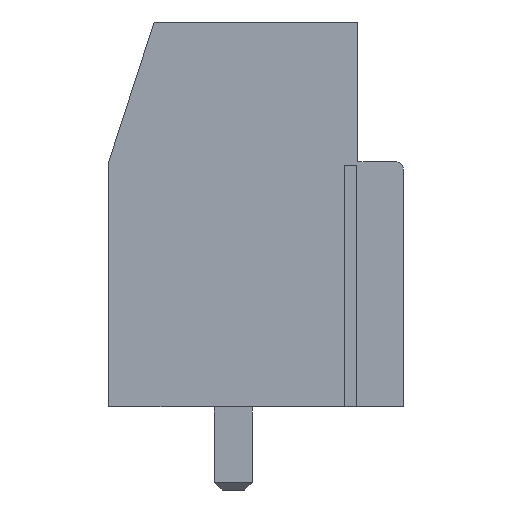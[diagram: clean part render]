
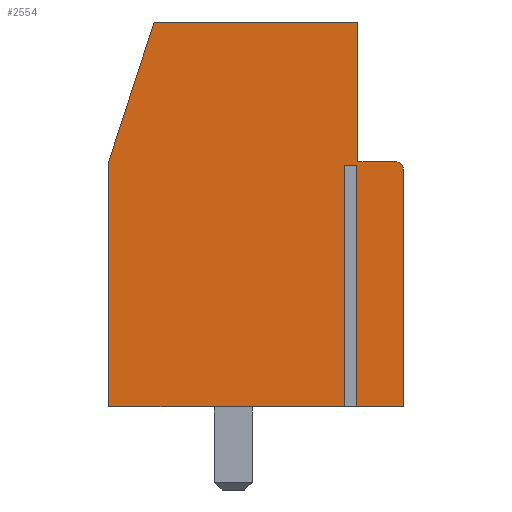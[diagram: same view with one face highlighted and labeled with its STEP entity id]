
A CAD part, front view. The second image highlights one B-rep face of the part: STEP entity #2554.
In plain terms, the highlighted planar face has unit normal (0, -1, 0).
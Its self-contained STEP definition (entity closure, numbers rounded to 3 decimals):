
#29 = LINE ( 'NONE', #3385, #3504 ) ;
#71 = VECTOR ( 'NONE', #1509, 1000. ) ;
#116 = VERTEX_POINT ( 'NONE', #2588 ) ;
#196 = CARTESIAN_POINT ( 'NONE',  ( -0.2, 0., 6.5 ) ) ;
#220 = EDGE_CURVE ( 'NONE', #905, #3310, #1868, .T. ) ;
#229 = LINE ( 'NONE', #420, #1131 ) ;
#254 = ORIENTED_EDGE ( 'NONE', *, *, #2260, .F. ) ;
#295 = ORIENTED_EDGE ( 'NONE', *, *, #1593, .F. ) ;
#309 = LINE ( 'NONE', #1642, #1998 ) ;
#327 = LINE ( 'NONE', #1940, #3817 ) ;
#391 = VERTEX_POINT ( 'NONE', #1055 ) ;
#420 = CARTESIAN_POINT ( 'NONE',  ( -1.55, 0., 4.816 ) ) ;
#436 = DIRECTION ( 'NONE',  ( 0., 0., 1. ) ) ;
#442 = LINE ( 'NONE', #912, #3919 ) ;
#492 = LINE ( 'NONE', #3068, #1401 ) ;
#514 = EDGE_CURVE ( 'NONE', #4321, #3598, #229, .T. ) ;
#574 = CARTESIAN_POINT ( 'NONE',  ( 0., 0., 6.3 ) ) ;
#614 = DIRECTION ( 'NONE',  ( 0., -1., 0. ) ) ;
#688 = EDGE_CURVE ( 'NONE', #3310, #1077, #3546, .T. ) ;
#805 = LINE ( 'NONE', #4019, #2595 ) ;
#843 = AXIS2_PLACEMENT_3D ( 'NONE', #2625, #614, #2957 ) ;
#905 = VERTEX_POINT ( 'NONE', #1647 ) ;
#912 = CARTESIAN_POINT ( 'NONE',  ( 0., 0., 6.5 ) ) ;
#949 = CARTESIAN_POINT ( 'NONE',  ( 0., 0., 0. ) ) ;
#965 = EDGE_CURVE ( 'NONE', #3598, #391, #805, .T. ) ;
#972 = VECTOR ( 'NONE', #2331, 1000. ) ;
#1027 = ORIENTED_EDGE ( 'NONE', *, *, #2326, .T. ) ;
#1055 = CARTESIAN_POINT ( 'NONE',  ( -1.25, 0., 6.4 ) ) ;
#1056 = EDGE_CURVE ( 'NONE', #2342, #905, #309, .T. ) ;
#1077 = VERTEX_POINT ( 'NONE', #2222 ) ;
#1094 = VERTEX_POINT ( 'NONE', #196 ) ;
#1131 = VECTOR ( 'NONE', #436, 1000. ) ;
#1257 = VERTEX_POINT ( 'NONE', #949 ) ;
#1364 = DIRECTION ( 'NONE',  ( 0., 0., -1. ) ) ;
#1366 = EDGE_CURVE ( 'NONE', #1077, #2776, #1571, .T. ) ;
#1378 = DIRECTION ( 'NONE',  ( 1., 0., 0. ) ) ;
#1401 = VECTOR ( 'NONE', #1407, 1000. ) ;
#1407 = DIRECTION ( 'NONE',  ( -1., 0., 0. ) ) ;
#1432 = EDGE_CURVE ( 'NONE', #1788, #1094, #1737, .T. ) ;
#1457 = FACE_OUTER_BOUND ( 'NONE', #1967, .T. ) ;
#1509 = DIRECTION ( 'NONE',  ( 1., 0., 0. ) ) ;
#1533 = CARTESIAN_POINT ( 'NONE',  ( 0., 0., 0. ) ) ;
#1571 = LINE ( 'NONE', #3373, #3354 ) ;
#1593 = EDGE_CURVE ( 'NONE', #2776, #1094, #29, .T. ) ;
#1642 = CARTESIAN_POINT ( 'NONE',  ( -7.8, 0., 0. ) ) ;
#1647 = CARTESIAN_POINT ( 'NONE',  ( -7.8, 0., 6.5 ) ) ;
#1737 = CIRCLE ( 'NONE', #843, 0.2 ) ;
#1788 = VERTEX_POINT ( 'NONE', #574 ) ;
#1836 = ORIENTED_EDGE ( 'NONE', *, *, #2729, .F. ) ;
#1868 = LINE ( 'NONE', #1988, #972 ) ;
#1876 = DIRECTION ( 'NONE',  ( -1., 0., 0. ) ) ;
#1928 = DIRECTION ( 'NONE',  ( 0., 0., -1. ) ) ;
#1940 = CARTESIAN_POINT ( 'NONE',  ( -1.25, 0., 4.816 ) ) ;
#1967 = EDGE_LOOP ( 'NONE', ( #3146, #4064, #1027, #1836, #254, #3180, #295, #4352, #3451, #3922, #3468, #2815 ) ) ;
#1988 = CARTESIAN_POINT ( 'NONE',  ( -7.8, 0., 6.5 ) ) ;
#1998 = VECTOR ( 'NONE', #4000, 1000. ) ;
#2014 = CARTESIAN_POINT ( 'NONE',  ( -3.868, 0., 4.816 ) ) ;
#2222 = CARTESIAN_POINT ( 'NONE',  ( -1.2, 0., 10.2 ) ) ;
#2260 = EDGE_CURVE ( 'NONE', #1788, #1257, #442, .T. ) ;
#2271 = DIRECTION ( 'NONE',  ( 0., 0., -1. ) ) ;
#2326 = EDGE_CURVE ( 'NONE', #391, #116, #327, .T. ) ;
#2331 = DIRECTION ( 'NONE',  ( 0.309, 0., 0.951 ) ) ;
#2342 = VERTEX_POINT ( 'NONE', #4277 ) ;
#2365 = DIRECTION ( 'NONE',  ( 0., 0., -1. ) ) ;
#2554 = ADVANCED_FACE ( 'NONE', ( #1457 ), #4024, .T. ) ;
#2588 = CARTESIAN_POINT ( 'NONE',  ( -1.25, 0., 0. ) ) ;
#2595 = VECTOR ( 'NONE', #4341, 1000. ) ;
#2625 = CARTESIAN_POINT ( 'NONE',  ( -0.2, 0., 6.3 ) ) ;
#2696 = LINE ( 'NONE', #1533, #3479 ) ;
#2729 = EDGE_CURVE ( 'NONE', #1257, #116, #492, .T. ) ;
#2776 = VERTEX_POINT ( 'NONE', #3123 ) ;
#2815 = ORIENTED_EDGE ( 'NONE', *, *, #4158, .F. ) ;
#2957 = DIRECTION ( 'NONE',  ( 0., 0., 1. ) ) ;
#3068 = CARTESIAN_POINT ( 'NONE',  ( 0., 0., 0. ) ) ;
#3123 = CARTESIAN_POINT ( 'NONE',  ( -1.2, 0., 6.5 ) ) ;
#3146 = ORIENTED_EDGE ( 'NONE', *, *, #514, .T. ) ;
#3151 = CARTESIAN_POINT ( 'NONE',  ( -1.55, 0., 6.4 ) ) ;
#3180 = ORIENTED_EDGE ( 'NONE', *, *, #1432, .T. ) ;
#3310 = VERTEX_POINT ( 'NONE', #3623 ) ;
#3354 = VECTOR ( 'NONE', #1364, 1000. ) ;
#3373 = CARTESIAN_POINT ( 'NONE',  ( -1.2, 0., 10.2 ) ) ;
#3385 = CARTESIAN_POINT ( 'NONE',  ( -1.2, 0., 6.5 ) ) ;
#3451 = ORIENTED_EDGE ( 'NONE', *, *, #688, .F. ) ;
#3468 = ORIENTED_EDGE ( 'NONE', *, *, #1056, .F. ) ;
#3479 = VECTOR ( 'NONE', #1876, 1000. ) ;
#3504 = VECTOR ( 'NONE', #1378, 1000. ) ;
#3546 = LINE ( 'NONE', #3855, #71 ) ;
#3598 = VERTEX_POINT ( 'NONE', #3151 ) ;
#3623 = CARTESIAN_POINT ( 'NONE',  ( -6.6, 0., 10.2 ) ) ;
#3756 = AXIS2_PLACEMENT_3D ( 'NONE', #2014, #4361, #2365 ) ;
#3817 = VECTOR ( 'NONE', #2271, 1000. ) ;
#3855 = CARTESIAN_POINT ( 'NONE',  ( -6.6, 0., 10.2 ) ) ;
#3919 = VECTOR ( 'NONE', #1928, 1000. ) ;
#3922 = ORIENTED_EDGE ( 'NONE', *, *, #220, .F. ) ;
#4000 = DIRECTION ( 'NONE',  ( 0., 0., 1. ) ) ;
#4019 = CARTESIAN_POINT ( 'NONE',  ( -3.868, 0., 6.4 ) ) ;
#4024 = PLANE ( 'NONE',  #3756 ) ;
#4064 = ORIENTED_EDGE ( 'NONE', *, *, #965, .T. ) ;
#4158 = EDGE_CURVE ( 'NONE', #4321, #2342, #2696, .T. ) ;
#4277 = CARTESIAN_POINT ( 'NONE',  ( -7.8, 0., 0. ) ) ;
#4285 = CARTESIAN_POINT ( 'NONE',  ( -1.55, 0., 0. ) ) ;
#4321 = VERTEX_POINT ( 'NONE', #4285 ) ;
#4341 = DIRECTION ( 'NONE',  ( 1., 0., 0. ) ) ;
#4352 = ORIENTED_EDGE ( 'NONE', *, *, #1366, .F. ) ;
#4361 = DIRECTION ( 'NONE',  ( 0., -1., 0. ) ) ;
